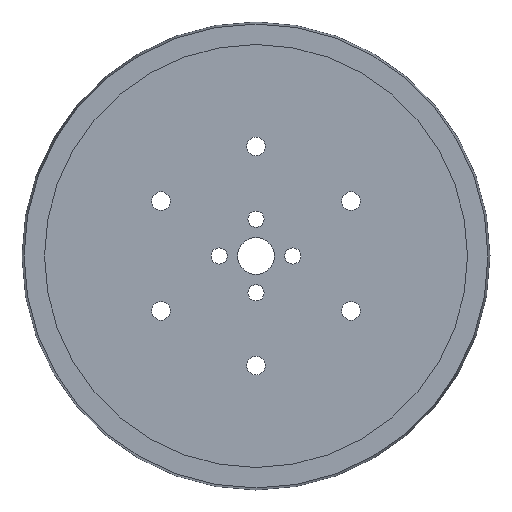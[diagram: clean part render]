
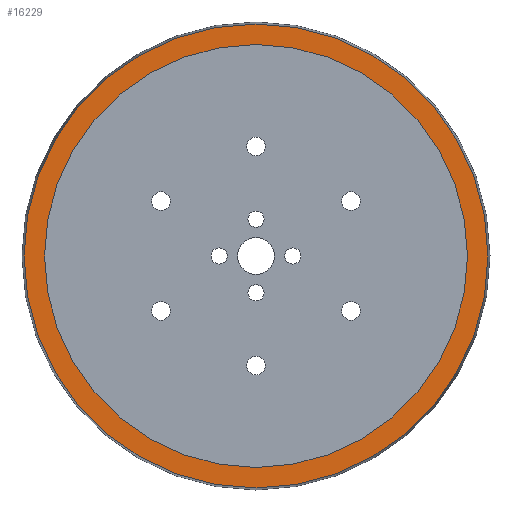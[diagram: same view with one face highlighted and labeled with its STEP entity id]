
A CAD part, left-side view. The second image highlights one B-rep face of the part: STEP entity #16229.
In plain terms, the highlighted planar face has unit normal (-1, 0, 0).
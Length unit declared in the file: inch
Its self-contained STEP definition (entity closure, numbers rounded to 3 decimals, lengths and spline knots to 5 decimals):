
#650 = ORIENTED_EDGE ( 'NONE', *, *, #12239, .F. ) ;
#795 = CARTESIAN_POINT ( 'NONE',  ( -0.54819, 1.98254, 0. ) ) ;
#932 = EDGE_CURVE ( 'NONE', #17920, #3429, #16998, .T. ) ;
#1966 = DIRECTION ( 'NONE',  ( 0., -1., 0. ) ) ;
#2045 = CARTESIAN_POINT ( 'NONE',  ( -0.54819, 0., 0. ) ) ;
#3429 = VERTEX_POINT ( 'NONE', #795 ) ;
#3543 = DIRECTION ( 'NONE',  ( 1., 0., 0. ) ) ;
#3622 = CARTESIAN_POINT ( 'NONE',  ( -0.54819, 1.80754, 0. ) ) ;
#3784 = EDGE_LOOP ( 'NONE', ( #11579, #650 ) ) ;
#3843 = CARTESIAN_POINT ( 'NONE',  ( -0.54819, 0., 0. ) ) ;
#5271 = ORIENTED_EDGE ( 'NONE', *, *, #8810, .T. ) ;
#5320 = AXIS2_PLACEMENT_3D ( 'NONE', #3843, #14427, #7400 ) ;
#5408 = ORIENTED_EDGE ( 'NONE', *, *, #932, .T. ) ;
#5452 = DIRECTION ( 'NONE',  ( 0., 1., 0. ) ) ;
#6628 = EDGE_CURVE ( 'NONE', #17994, #7048, #10290, .T. ) ;
#6954 = PLANE ( 'NONE',  #11187 ) ;
#6979 = AXIS2_PLACEMENT_3D ( 'NONE', #9914, #18624, #17116 ) ;
#6989 = CIRCLE ( 'NONE', #22117, 1.98254 ) ;
#7048 = VERTEX_POINT ( 'NONE', #15429 ) ;
#7066 = EDGE_LOOP ( 'NONE', ( #5271, #5408 ) ) ;
#7400 = DIRECTION ( 'NONE',  ( 0., -1., 0. ) ) ;
#8810 = EDGE_CURVE ( 'NONE', #3429, #17920, #6989, .T. ) ;
#9914 = CARTESIAN_POINT ( 'NONE',  ( -0.54819, 0., 0. ) ) ;
#10290 = CIRCLE ( 'NONE', #12782, 1.80754 ) ;
#11187 = AXIS2_PLACEMENT_3D ( 'NONE', #3622, #3543, #5452 ) ;
#11579 = ORIENTED_EDGE ( 'NONE', *, *, #6628, .F. ) ;
#11775 = CIRCLE ( 'NONE', #5320, 1.80754 ) ;
#12239 = EDGE_CURVE ( 'NONE', #7048, #17994, #11775, .T. ) ;
#12782 = AXIS2_PLACEMENT_3D ( 'NONE', #17359, #14160, #21001 ) ;
#14160 = DIRECTION ( 'NONE',  ( -1., 0., 0. ) ) ;
#14427 = DIRECTION ( 'NONE',  ( -1., 0., 0. ) ) ;
#15255 = FACE_OUTER_BOUND ( 'NONE', #7066, .T. ) ;
#15429 = CARTESIAN_POINT ( 'NONE',  ( -0.54819, -1.80754, 0. ) ) ;
#16229 = ADVANCED_FACE ( 'NONE', ( #21523, #15255 ), #6954, .F. ) ;
#16998 = CIRCLE ( 'NONE', #6979, 1.98254 ) ;
#17116 = DIRECTION ( 'NONE',  ( 0., -1., 0. ) ) ;
#17359 = CARTESIAN_POINT ( 'NONE',  ( -0.54819, 0., 0. ) ) ;
#17499 = DIRECTION ( 'NONE',  ( -1., 0., 0. ) ) ;
#17920 = VERTEX_POINT ( 'NONE', #19515 ) ;
#17994 = VERTEX_POINT ( 'NONE', #18432 ) ;
#18432 = CARTESIAN_POINT ( 'NONE',  ( -0.54819, 1.80754, 0. ) ) ;
#18624 = DIRECTION ( 'NONE',  ( -1., 0., 0. ) ) ;
#19515 = CARTESIAN_POINT ( 'NONE',  ( -0.54819, -1.98254, 0. ) ) ;
#21001 = DIRECTION ( 'NONE',  ( 0., -1., 0. ) ) ;
#21523 = FACE_BOUND ( 'NONE', #3784, .T. ) ;
#22117 = AXIS2_PLACEMENT_3D ( 'NONE', #2045, #17499, #1966 ) ;
